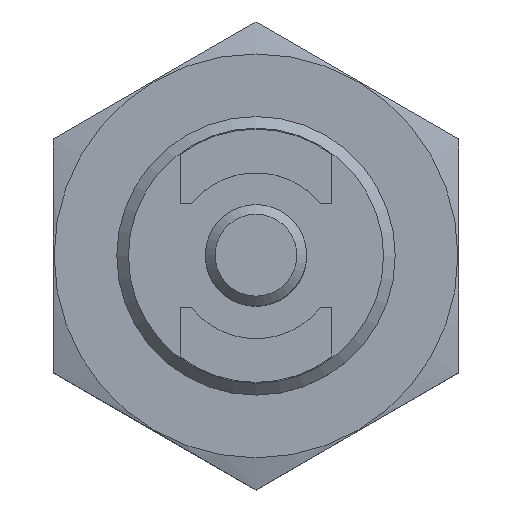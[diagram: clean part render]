
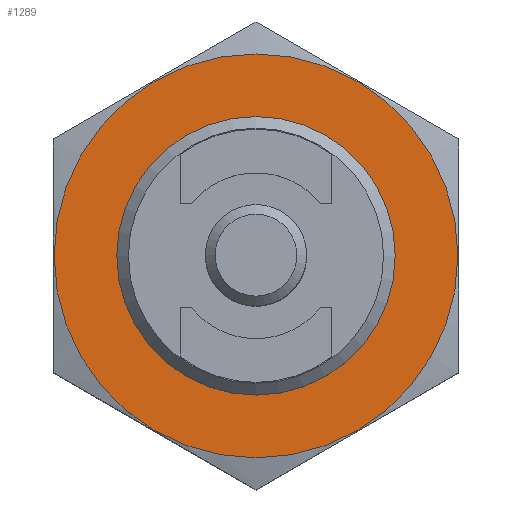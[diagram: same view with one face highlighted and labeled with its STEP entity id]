
A CAD part, top view. The second image highlights one B-rep face of the part: STEP entity #1289.
In plain terms, the highlighted face is planar.
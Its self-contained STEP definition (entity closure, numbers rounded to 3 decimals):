
#212=PLANE('',#1474);
#298=CIRCLE('',#1475,11.);
#299=CIRCLE('',#1476,15.95);
#615=ORIENTED_EDGE('',*,*,#790,.F.);
#616=ORIENTED_EDGE('',*,*,#791,.T.);
#790=EDGE_CURVE('',#912,#912,#298,.T.);
#791=EDGE_CURVE('',#913,#913,#299,.T.);
#912=VERTEX_POINT('',#2398);
#913=VERTEX_POINT('',#2400);
#1060=EDGE_LOOP('',(#615));
#1061=EDGE_LOOP('',(#616));
#1184=FACE_BOUND('',#1060,.T.);
#1185=FACE_BOUND('',#1061,.T.);
#1289=ADVANCED_FACE('',(#1184,#1185),#212,.F.);
#1474=AXIS2_PLACEMENT_3D('',#2396,#1836,#1837);
#1475=AXIS2_PLACEMENT_3D('',#2397,#1838,#1839);
#1476=AXIS2_PLACEMENT_3D('',#2399,#1840,#1841);
#1836=DIRECTION('',(0.,1.,0.));
#1837=DIRECTION('',(0.,0.,1.));
#1838=DIRECTION('',(0.,-1.,0.));
#1839=DIRECTION('',(0.,0.,-1.));
#1840=DIRECTION('',(0.,-1.,0.));
#1841=DIRECTION('',(0.,0.,-1.));
#2396=CARTESIAN_POINT('',(15.95,-11.,0.));
#2397=CARTESIAN_POINT('',(0.,-11.,0.));
#2398=CARTESIAN_POINT('',(0.,-11.,-11.));
#2399=CARTESIAN_POINT('',(0.,-11.,0.));
#2400=CARTESIAN_POINT('',(0.,-11.,-15.95));
